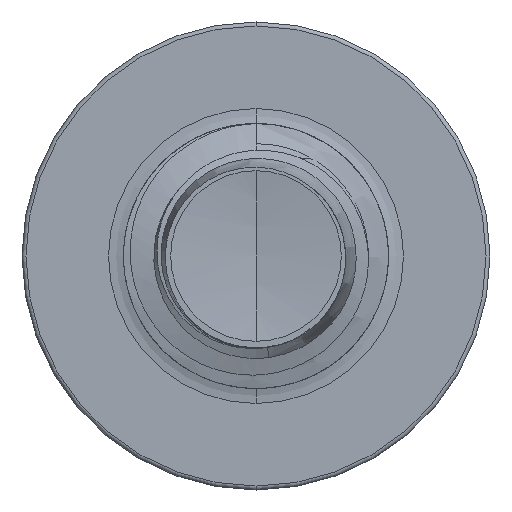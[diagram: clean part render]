
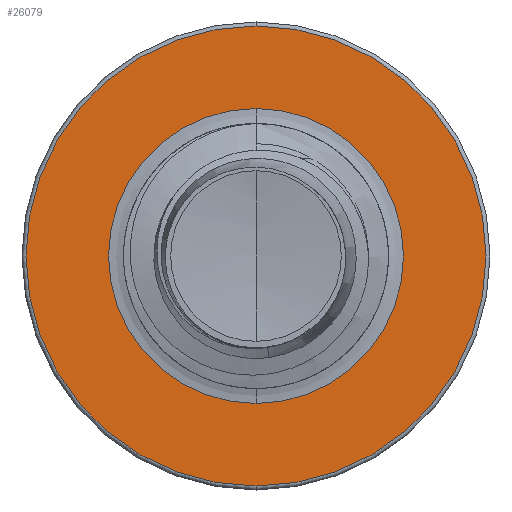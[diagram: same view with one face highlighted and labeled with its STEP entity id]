
A CAD part, front view. The second image highlights one B-rep face of the part: STEP entity #26079.
In plain terms, the highlighted planar face has unit normal (0, -1, 0).
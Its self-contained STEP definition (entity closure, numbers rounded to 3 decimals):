
#283 = FACE_OUTER_BOUND ( 'NONE', #30359, .T. ) ;
#618 = PLANE ( 'NONE',  #23448 ) ;
#2093 = ORIENTED_EDGE ( 'NONE', *, *, #5864, .T. ) ;
#4087 = DIRECTION ( 'NONE',  ( 0., 1., 0. ) ) ;
#5864 = EDGE_CURVE ( 'NONE', #8154, #35785, #22764, .T. ) ;
#5985 = EDGE_CURVE ( 'NONE', #28999, #32681, #6988, .T. ) ;
#6988 = CIRCLE ( 'NONE', #32157, 2.605 ) ;
#8154 = VERTEX_POINT ( 'NONE', #27114 ) ;
#8158 = ORIENTED_EDGE ( 'NONE', *, *, #11980, .F. ) ;
#8199 = ORIENTED_EDGE ( 'NONE', *, *, #35090, .T. ) ;
#9568 = ORIENTED_EDGE ( 'NONE', *, *, #5985, .F. ) ;
#11980 = EDGE_CURVE ( 'NONE', #32681, #28999, #12406, .T. ) ;
#12406 = CIRCLE ( 'NONE', #33085, 2.605 ) ;
#13103 = DIRECTION ( 'NONE',  ( 0., 0., 1. ) ) ;
#13140 = DIRECTION ( 'NONE',  ( 0., 1., 0. ) ) ;
#13181 = CARTESIAN_POINT ( 'NONE',  ( 0., 15., 0. ) ) ;
#16098 = DIRECTION ( 'NONE',  ( 0., 0., 1. ) ) ;
#16103 = DIRECTION ( 'NONE',  ( 0., 1., 0. ) ) ;
#16149 = CARTESIAN_POINT ( 'NONE',  ( 0., 15., 0. ) ) ;
#16225 = DIRECTION ( 'NONE',  ( 0., 0., 1. ) ) ;
#16231 = DIRECTION ( 'NONE',  ( 0., 1., 0. ) ) ;
#16281 = CARTESIAN_POINT ( 'NONE',  ( 0., 15., 0. ) ) ;
#18648 = CARTESIAN_POINT ( 'NONE',  ( 0., 15., 0. ) ) ;
#21769 = DIRECTION ( 'NONE',  ( 0., 0., 1. ) ) ;
#22764 = CIRCLE ( 'NONE', #30632, 1.67 ) ;
#23448 = AXIS2_PLACEMENT_3D ( 'NONE', #32838, #4087, #25962 ) ;
#23503 = AXIS2_PLACEMENT_3D ( 'NONE', #18648, #36265, #21769 ) ;
#25962 = DIRECTION ( 'NONE',  ( 0., 0., 1. ) ) ;
#26079 = ADVANCED_FACE ( 'NONE', ( #283, #30688 ), #618, .F. ) ;
#27114 = CARTESIAN_POINT ( 'NONE',  ( 0., 15., 1.67 ) ) ;
#27760 = EDGE_LOOP ( 'NONE', ( #2093, #8199 ) ) ;
#28999 = VERTEX_POINT ( 'NONE', #33171 ) ;
#30359 = EDGE_LOOP ( 'NONE', ( #8158, #9568 ) ) ;
#30632 = AXIS2_PLACEMENT_3D ( 'NONE', #16281, #16231, #16225 ) ;
#30688 = FACE_BOUND ( 'NONE', #27760, .T. ) ;
#32157 = AXIS2_PLACEMENT_3D ( 'NONE', #16149, #16103, #16098 ) ;
#32681 = VERTEX_POINT ( 'NONE', #33249 ) ;
#32838 = CARTESIAN_POINT ( 'NONE',  ( 0., 15., -1.67 ) ) ;
#33085 = AXIS2_PLACEMENT_3D ( 'NONE', #13181, #13140, #13103 ) ;
#33171 = CARTESIAN_POINT ( 'NONE',  ( 0., 15., -2.605 ) ) ;
#33249 = CARTESIAN_POINT ( 'NONE',  ( 0., 15., 2.605 ) ) ;
#35090 = EDGE_CURVE ( 'NONE', #35785, #8154, #36634, .T. ) ;
#35785 = VERTEX_POINT ( 'NONE', #36060 ) ;
#36060 = CARTESIAN_POINT ( 'NONE',  ( 0., 15., -1.67 ) ) ;
#36265 = DIRECTION ( 'NONE',  ( 0., 1., 0. ) ) ;
#36634 = CIRCLE ( 'NONE', #23503, 1.67 ) ;
